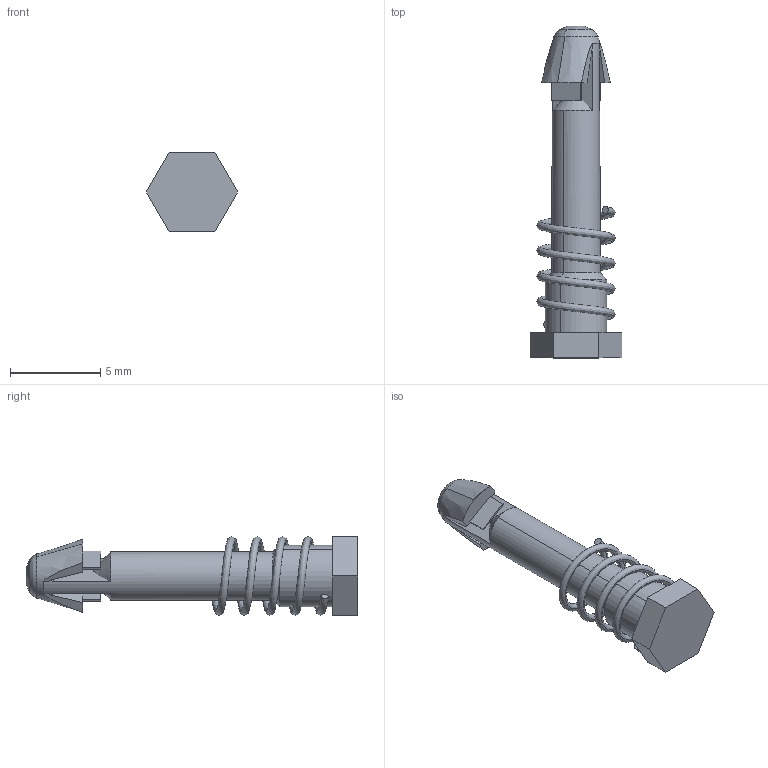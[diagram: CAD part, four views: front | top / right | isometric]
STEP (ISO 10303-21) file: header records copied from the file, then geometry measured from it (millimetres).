
FILE_DESCRIPTION (( 'STEP AP214' ), '1' );
FILE_NAME ('33628.STEP', '2018-09-10T14:29:45', ( 'admin' ), ( 'Microsoft' ), 'SwSTEP 2.0', 'SolidWorks 2015', '' );
FILE_SCHEMA (( 'AUTOMOTIVE_DESIGN' ));
Length unit declared in the file: millimetre
Products named in the file (3): 32428; 33626; 33628
Assembly tree (2 placements, depth 2):
  33628
    33626
    32428
Bounding box: 5.08 x 18.43 x 4.4 mm (x, y, z)
Volume: 133.6 mm3; surface area: 303.8 mm2
Topology: 2 solids, 2 shells, 59 faces, 154 edges, 100 vertices
Faces by surface type: plane 34, cone 10, cylinder 10, bspline 5
Entity records: 3366 total; most frequent: CARTESIAN_POINT 1885, ORIENTED_EDGE 308, DIRECTION 261, EDGE_CURVE 154, VERTEX_POINT 100, AXIS2_PLACEMENT_3D 88, VECTOR 85, LINE 85
